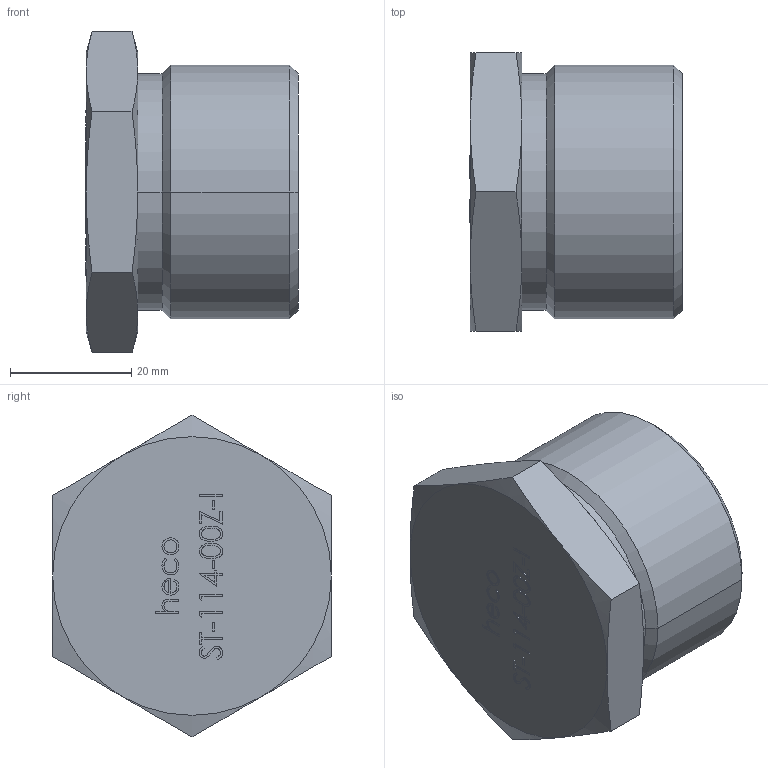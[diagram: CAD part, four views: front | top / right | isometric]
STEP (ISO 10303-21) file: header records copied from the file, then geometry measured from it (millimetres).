
FILE_DESCRIPTION (( 'STEP AP214' ), '1' );
FILE_NAME ('heco_ST-114-00Z-I.STEP', '2016-09-15T09:02:48', ( '' ), ( '' ), 'SwSTEP 2.0', 'SolidWorks 2016', '' );
FILE_SCHEMA (( 'AUTOMOTIVE_DESIGN' ));
Length unit declared in the file: millimetre
Products named in the file (1): heco_ST-114-00Z-I
Bounding box: 35.1 x 46 x 53.12 mm (x, y, z)
Volume: 28507.7 mm3; surface area: 11354.3 mm2
Topology: 1 solids, 1 shells, 193 faces, 486 edges, 318 vertices
Faces by surface type: plane 103, bspline 68, cone 16, cylinder 6
Entity records: 11188 total; most frequent: CARTESIAN_POINT 5322, ORIENTED_EDGE 972, DIRECTION 604, EDGE_CURVE 486, VERTEX_POINT 318, VECTOR 300, LINE 300, EDGE_LOOP 216
